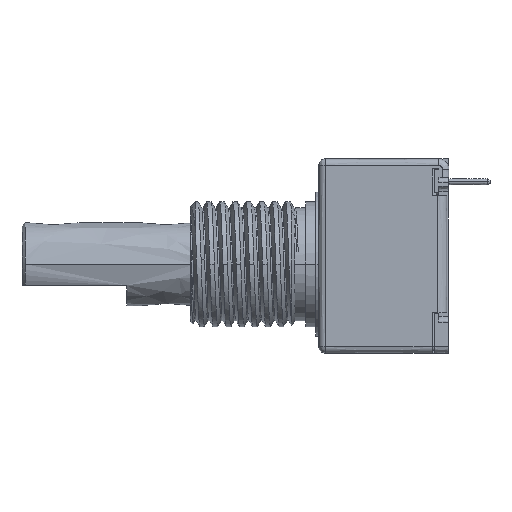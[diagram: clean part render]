
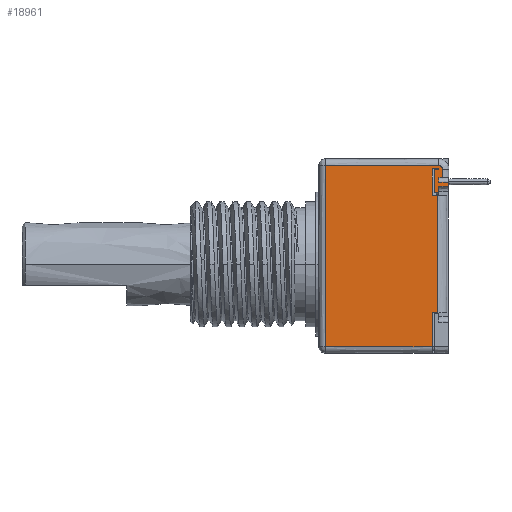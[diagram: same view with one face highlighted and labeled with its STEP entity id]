
A CAD part, left-side view. The second image highlights one B-rep face of the part: STEP entity #18961.
In plain terms, the highlighted free-form (B-spline) face has degree [1, 1] with [2, 2] control points.
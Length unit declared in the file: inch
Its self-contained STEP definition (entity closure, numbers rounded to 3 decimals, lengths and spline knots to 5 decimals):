
#940=DIRECTION('',(0.,0.,1.));
#941=VECTOR('',#940,0.012);
#942=CARTESIAN_POINT('',(-0.2805,-0.006,0.233));
#943=LINE('',#942,#941);
#5667=DIRECTION('',(0.,1.,0.));
#5668=VECTOR('',#5667,0.01031);
#5669=CARTESIAN_POINT('',(-0.2805,0.01169,0.2585));
#5670=LINE('',#5669,#5668);
#5674=DIRECTION('',(0.,0.,1.));
#5675=VECTOR('',#5674,0.0135);
#5676=CARTESIAN_POINT('',(-0.2805,0.022,0.245));
#5677=LINE('',#5676,#5675);
#5681=DIRECTION('',(0.,1.,0.));
#5682=VECTOR('',#5681,0.028);
#5683=CARTESIAN_POINT('',(-0.2805,-0.006,0.245));
#5684=LINE('',#5683,#5682);
#5688=DIRECTION('',(0.,1.,0.));
#5689=VECTOR('',#5688,0.028);
#5690=CARTESIAN_POINT('',(-0.2805,-0.006,0.233));
#5691=LINE('',#5690,#5689);
#5695=DIRECTION('',(0.,0.,1.));
#5696=VECTOR('',#5695,0.02);
#5697=CARTESIAN_POINT('',(-0.2805,0.022,0.213));
#5698=LINE('',#5697,#5696);
#5702=DIRECTION('',(0.,-1.,0.));
#5703=VECTOR('',#5702,0.014);
#5704=CARTESIAN_POINT('',(-0.2805,0.036,0.213));
#5705=LINE('',#5704,#5703);
#5709=DIRECTION('',(0.,0.,1.));
#5710=VECTOR('',#5709,0.07);
#5711=CARTESIAN_POINT('',(-0.2805,0.036,0.213));
#5712=LINE('',#5711,#5710);
#5716=DIRECTION('',(0.,-1.,0.));
#5717=VECTOR('',#5716,0.014);
#5718=CARTESIAN_POINT('',(-0.2805,0.036,0.283));
#5719=LINE('',#5718,#5717);
#5723=DIRECTION('',(0.,0.,1.));
#5724=VECTOR('',#5723,0.001);
#5725=CARTESIAN_POINT('',(-0.2805,0.022,0.283));
#5726=LINE('',#5725,#5724);
#5730=CARTESIAN_POINT('',(-0.2805,0.023,0.284));
#5731=DIRECTION('',(-1.,0.,0.));
#5732=DIRECTION('',(0.,-1.,0.));
#5733=AXIS2_PLACEMENT_3D('',#5730,#5731,#5732);
#5738=DIRECTION('',(0.,1.,0.));
#5739=VECTOR('',#5738,0.019);
#5740=CARTESIAN_POINT('',(-0.2805,0.023,0.285));
#5741=LINE('',#5740,#5739);
#5745=DIRECTION('',(0.,0.,1.));
#5746=VECTOR('',#5745,0.08);
#5747=CARTESIAN_POINT('',(-0.2805,0.042,0.205));
#5748=LINE('',#5747,#5746);
#5752=DIRECTION('',(0.,0.,1.));
#5753=VECTOR('',#5752,0.10131);
#5754=CARTESIAN_POINT('',(-0.2805,0.042,-0.24631));
#5755=LINE('',#5754,#5753);
#5759=CARTESIAN_POINT('',(-0.2805,0.023,0.284));
#5760=DIRECTION('',(1.,0.,0.));
#5761=DIRECTION('',(0.,0.,1.));
#5762=AXIS2_PLACEMENT_3D('',#5759,#5760,#5761);
#5767=DIRECTION('',(0.,0.,-1.));
#5768=VECTOR('',#5767,0.0255);
#5769=CARTESIAN_POINT('',(-0.2805,0.01169,0.284));
#5770=LINE('',#5769,#5768);
#5847=DIRECTION('',(0.,-1.,0.));
#5848=VECTOR('',#5847,0.017);
#5849=CARTESIAN_POINT('',(-0.2805,0.042,-0.145));
#5850=LINE('',#5849,#5848);
#5922=DIRECTION('',(0.,-1.,0.));
#5923=VECTOR('',#5922,0.017);
#5924=CARTESIAN_POINT('',(-0.2805,0.042,0.205));
#5925=LINE('',#5924,#5923);
#5986=DIRECTION('',(0.,0.,1.));
#5987=VECTOR('',#5986,0.35);
#5988=CARTESIAN_POINT('',(-0.2805,0.025,-0.145));
#5989=LINE('',#5988,#5987);
#6555=DIRECTION('',(0.,1.,0.));
#6556=VECTOR('',#6555,0.33831);
#6557=CARTESIAN_POINT('',(-0.2805,0.023,0.29531));
#6558=LINE('',#6557,#6556);
#6601=DIRECTION('',(0.,0.,1.));
#6602=VECTOR('',#6601,0.54163);
#6603=CARTESIAN_POINT('',(-0.2805,0.36131,-0.24631));
#6604=LINE('',#6603,#6602);
#6677=DIRECTION('',(0.,-1.,0.));
#6678=VECTOR('',#6677,0.31931);
#6679=CARTESIAN_POINT('',(-0.2805,0.36131,-0.24631));
#6680=LINE('',#6679,#6678);
#11584=CARTESIAN_POINT('',(-0.2805,0.36131,-0.24631));
#11585=CARTESIAN_POINT('',(-0.2805,0.36131,0.29531));
#11586=VERTEX_POINT('',#11584);
#11587=VERTEX_POINT('',#11585);
#11634=CARTESIAN_POINT('',(-0.2805,0.042,-0.24631));
#11636=VERTEX_POINT('',#11634);
#11686=CARTESIAN_POINT('',(-0.2805,0.025,-0.145));
#11688=VERTEX_POINT('',#11686);
#11692=CARTESIAN_POINT('',(-0.2805,0.025,0.205));
#11694=VERTEX_POINT('',#11692);
#11702=CARTESIAN_POINT('',(-0.2805,0.042,-0.145));
#11703=VERTEX_POINT('',#11702);
#11706=CARTESIAN_POINT('',(-0.2805,0.042,0.205));
#11707=VERTEX_POINT('',#11706);
#11766=CARTESIAN_POINT('',(-0.2805,0.022,0.284));
#11767=CARTESIAN_POINT('',(-0.2805,0.023,0.285));
#11768=VERTEX_POINT('',#11766);
#11769=VERTEX_POINT('',#11767);
#11780=CARTESIAN_POINT('',(-0.2805,0.01169,0.2585));
#11781=VERTEX_POINT('',#11780);
#11782=CARTESIAN_POINT('',(-0.2805,0.023,0.29531));
#11783=VERTEX_POINT('',#11782);
#11784=CARTESIAN_POINT('',(-0.2805,0.01169,0.284));
#11785=VERTEX_POINT('',#11784);
#11846=CARTESIAN_POINT('',(-0.2805,0.042,0.285));
#11847=VERTEX_POINT('',#11846);
#12394=CARTESIAN_POINT('',(-0.2805,-0.006,0.233));
#12395=CARTESIAN_POINT('',(-0.2805,0.022,0.233));
#12396=VERTEX_POINT('',#12394);
#12397=VERTEX_POINT('',#12395);
#12414=CARTESIAN_POINT('',(-0.2805,-0.006,0.245));
#12415=VERTEX_POINT('',#12414);
#12426=CARTESIAN_POINT('',(-0.2805,0.022,0.245));
#12427=VERTEX_POINT('',#12426);
#12450=CARTESIAN_POINT('',(-0.2805,0.036,0.213));
#12451=CARTESIAN_POINT('',(-0.2805,0.036,0.283));
#12452=VERTEX_POINT('',#12450);
#12453=VERTEX_POINT('',#12451);
#12460=CARTESIAN_POINT('',(-0.2805,0.022,0.213));
#12461=VERTEX_POINT('',#12460);
#13230=CARTESIAN_POINT('',(-0.2805,0.022,0.2585));
#13232=VERTEX_POINT('',#13230);
#13238=CARTESIAN_POINT('',(-0.2805,0.022,0.283));
#13240=VERTEX_POINT('',#13238);
#18917=CARTESIAN_POINT('',(-0.2805,-0.01335,-0.25715));
#18918=CARTESIAN_POINT('',(-0.2805,0.36866,-0.25715));
#18919=CARTESIAN_POINT('',(-0.2805,-0.01335,0.30615));
#18920=CARTESIAN_POINT('',(-0.2805,0.36866,0.30615));
#18921=B_SPLINE_SURFACE_WITH_KNOTS('',1,1,((#18917,#18918),(#18919,#18920)),
.UNSPECIFIED.,.F.,.F.,.F.,(2,2),(2,2),(0.00885,0.57215),(
-0.01335,0.36866),.UNSPECIFIED.);
#18923=ORIENTED_EDGE('',*,*,#18922,.T.);
#18924=ORIENTED_EDGE('',*,*,#17618,.F.);
#18926=ORIENTED_EDGE('',*,*,#18925,.F.);
#18927=ORIENTED_EDGE('',*,*,#13575,.F.);
#18929=ORIENTED_EDGE('',*,*,#18928,.T.);
#18930=ORIENTED_EDGE('',*,*,#17536,.F.);
#18932=ORIENTED_EDGE('',*,*,#18931,.F.);
#18933=ORIENTED_EDGE('',*,*,#17808,.T.);
#18934=ORIENTED_EDGE('',*,*,#18226,.T.);
#18936=ORIENTED_EDGE('',*,*,#18935,.T.);
#18938=ORIENTED_EDGE('',*,*,#18937,.T.);
#18940=ORIENTED_EDGE('',*,*,#18939,.T.);
#18941=ORIENTED_EDGE('',*,*,#18069,.F.);
#18943=ORIENTED_EDGE('',*,*,#18942,.T.);
#18945=ORIENTED_EDGE('',*,*,#18944,.F.);
#18947=ORIENTED_EDGE('',*,*,#18946,.F.);
#18948=ORIENTED_EDGE('',*,*,#18093,.F.);
#18950=ORIENTED_EDGE('',*,*,#18949,.F.);
#18952=ORIENTED_EDGE('',*,*,#18951,.T.);
#18954=ORIENTED_EDGE('',*,*,#18953,.F.);
#18956=ORIENTED_EDGE('',*,*,#18955,.T.);
#18958=ORIENTED_EDGE('',*,*,#18957,.T.);
#18959=EDGE_LOOP('',(#18923,#18924,#18926,#18927,#18929,#18930,#18932,#18933,
#18934,#18936,#18938,#18940,#18941,#18943,#18945,#18947,#18948,#18950,#18952,
#18954,#18956,#18958));
#18960=FACE_OUTER_BOUND('',#18959,.F.);
#18961=ADVANCED_FACE('',(#18960),#18921,.T.);
#5734=CIRCLE('',#5733,0.001);
#5763=CIRCLE('',#5762,0.01131);
#13575=EDGE_CURVE('',#12396,#12415,#943,.T.);
#17536=EDGE_CURVE('',#12461,#12397,#5698,.T.);
#17618=EDGE_CURVE('',#12427,#13232,#5677,.T.);
#17808=EDGE_CURVE('',#12452,#12453,#5712,.T.);
#18069=EDGE_CURVE('',#11707,#11847,#5748,.T.);
#18093=EDGE_CURVE('',#11636,#11703,#5755,.T.);
#18226=EDGE_CURVE('',#12453,#13240,#5719,.T.);
#18922=EDGE_CURVE('',#11781,#13232,#5670,.T.);
#18925=EDGE_CURVE('',#12415,#12427,#5684,.T.);
#18928=EDGE_CURVE('',#12396,#12397,#5691,.T.);
#18931=EDGE_CURVE('',#12452,#12461,#5705,.T.);
#18935=EDGE_CURVE('',#13240,#11768,#5726,.T.);
#18937=EDGE_CURVE('',#11768,#11769,#5734,.T.);
#18939=EDGE_CURVE('',#11769,#11847,#5741,.T.);
#18942=EDGE_CURVE('',#11707,#11694,#5925,.T.);
#18944=EDGE_CURVE('',#11688,#11694,#5989,.T.);
#18946=EDGE_CURVE('',#11703,#11688,#5850,.T.);
#18949=EDGE_CURVE('',#11586,#11636,#6680,.T.);
#18951=EDGE_CURVE('',#11586,#11587,#6604,.T.);
#18953=EDGE_CURVE('',#11783,#11587,#6558,.T.);
#18955=EDGE_CURVE('',#11783,#11785,#5763,.T.);
#18957=EDGE_CURVE('',#11785,#11781,#5770,.T.);
